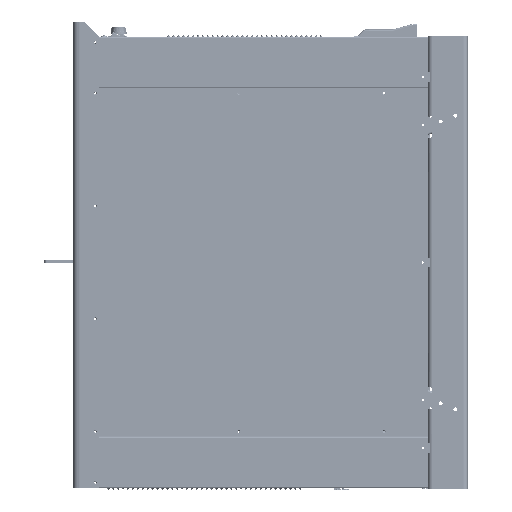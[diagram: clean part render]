
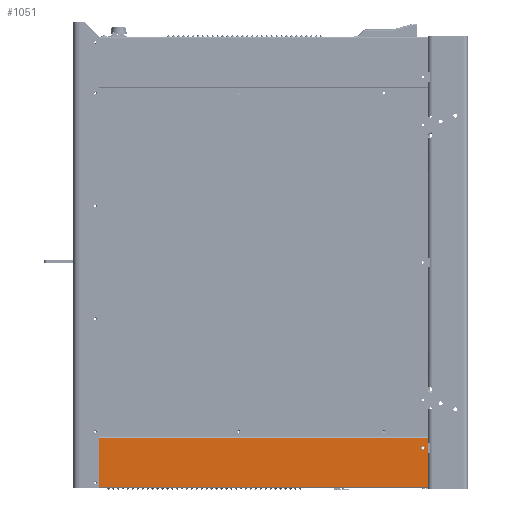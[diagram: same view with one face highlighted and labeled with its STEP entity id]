
A CAD part, left-side view. The second image highlights one B-rep face of the part: STEP entity #1051.
In plain terms, the highlighted planar face has unit normal (-1, 0, 0).
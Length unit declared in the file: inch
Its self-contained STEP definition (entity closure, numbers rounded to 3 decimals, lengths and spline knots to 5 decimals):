
#1051 = ADVANCED_FACE ( 'NONE', ( #345479, #241995, #34886 ), #144146, .T. ) ;
#2102 = CARTESIAN_POINT ( 'NONE',  ( -13.52616, 4.562, -19.0315 ) ) ;
#9017 = CIRCLE ( 'NONE', #400297, 0.18918 ) ;
#20939 = ORIENTED_EDGE ( 'NONE', *, *, #94042, .T. ) ;
#25322 = EDGE_CURVE ( 'NONE', #246185, #429921, #9017, .T. ) ;
#28112 = ORIENTED_EDGE ( 'NONE', *, *, #69885, .T. ) ;
#32650 = EDGE_CURVE ( 'NONE', #414249, #328440, #266369, .T. ) ;
#34886 = FACE_BOUND ( 'NONE', #257173, .T. ) ;
#45381 = DIRECTION ( 'NONE',  ( -1., 0., 0. ) ) ;
#46244 = VERTEX_POINT ( 'NONE', #143654 ) ;
#56895 = DIRECTION ( 'NONE',  ( 0., 1., 0. ) ) ;
#59712 = ORIENTED_EDGE ( 'NONE', *, *, #289899, .T. ) ;
#64029 = DIRECTION ( 'NONE',  ( 1., 0., 0. ) ) ;
#65944 = EDGE_LOOP ( 'NONE', ( #229421, #360402 ) ) ;
#69885 = EDGE_CURVE ( 'NONE', #429921, #246185, #233603, .T. ) ;
#75327 = LINE ( 'NONE', #274267, #270362 ) ;
#77608 = CARTESIAN_POINT ( 'NONE',  ( -13.52616, 37.844, -22.373 ) ) ;
#78403 = DIRECTION ( 'NONE',  ( 0., 1., 0. ) ) ;
#94042 = EDGE_CURVE ( 'NONE', #46244, #179637, #460778, .T. ) ;
#95050 = VERTEX_POINT ( 'NONE', #2102 ) ;
#106647 = CARTESIAN_POINT ( 'NONE',  ( -13.52616, 39.9227, -22.875 ) ) ;
#116650 = DIRECTION ( 'NONE',  ( 0., 1., 0. ) ) ;
#117886 = LINE ( 'NONE', #448475, #325125 ) ;
#130139 = AXIS2_PLACEMENT_3D ( 'NONE', #106647, #379146, #145817 ) ;
#136671 = EDGE_CURVE ( 'NONE', #46244, #328440, #75327, .T. ) ;
#142352 = ORIENTED_EDGE ( 'NONE', *, *, #25322, .T. ) ;
#143654 = CARTESIAN_POINT ( 'NONE',  ( -13.52616, 4., -22.8125 ) ) ;
#144146 = PLANE ( 'NONE',  #130139 ) ;
#145817 = DIRECTION ( 'NONE',  ( 0., 0., -1. ) ) ;
#147613 = ORIENTED_EDGE ( 'NONE', *, *, #32650, .T. ) ;
#148612 = CARTESIAN_POINT ( 'NONE',  ( -13.52616, 37.65482, -22.373 ) ) ;
#151132 = CARTESIAN_POINT ( 'NONE',  ( -13.52616, 39.36802, -22.88282 ) ) ;
#179637 = VERTEX_POINT ( 'NONE', #430978 ) ;
#186695 = CARTESIAN_POINT ( 'NONE',  ( -13.52616, 39.36802, -22.8125 ) ) ;
#188713 = DIRECTION ( 'NONE',  ( 0., 0., -1. ) ) ;
#196255 = AXIS2_PLACEMENT_3D ( 'NONE', #77608, #349967, #116650 ) ;
#206472 = CARTESIAN_POINT ( 'NONE',  ( -13.52616, 39.36802, -17.84144 ) ) ;
#211369 = CARTESIAN_POINT ( 'NONE',  ( -13.52616, 4.562, -18.844 ) ) ;
#229421 = ORIENTED_EDGE ( 'NONE', *, *, #474649, .F. ) ;
#233603 = CIRCLE ( 'NONE', #196255, 0.18918 ) ;
#241995 = FACE_OUTER_BOUND ( 'NONE', #450239, .T. ) ;
#246185 = VERTEX_POINT ( 'NONE', #265056 ) ;
#250594 = DIRECTION ( 'NONE',  ( 0., 0., 1. ) ) ;
#257173 = EDGE_LOOP ( 'NONE', ( #142352, #28112 ) ) ;
#265056 = CARTESIAN_POINT ( 'NONE',  ( -13.52616, 38.03317, -22.373 ) ) ;
#266369 = LINE ( 'NONE', #151132, #461134 ) ;
#270362 = VECTOR ( 'NONE', #78403, 39.37008 ) ;
#274267 = CARTESIAN_POINT ( 'NONE',  ( -13.52616, 39.9227, -22.8125 ) ) ;
#278738 = CARTESIAN_POINT ( 'NONE',  ( -13.52616, 4.562, -18.844 ) ) ;
#289899 = EDGE_CURVE ( 'NONE', #179637, #414249, #117886, .T. ) ;
#297346 = CARTESIAN_POINT ( 'NONE',  ( -13.52616, 37.844, -22.373 ) ) ;
#299700 = CIRCLE ( 'NONE', #393078, 0.1875 ) ;
#317771 = DIRECTION ( 'NONE',  ( 0., 0., 1. ) ) ;
#325125 = VECTOR ( 'NONE', #56895, 39.37008 ) ;
#328165 = VERTEX_POINT ( 'NONE', #348807 ) ;
#328440 = VERTEX_POINT ( 'NONE', #186695 ) ;
#330360 = EDGE_CURVE ( 'NONE', #328165, #95050, #299700, .T. ) ;
#336464 = DIRECTION ( 'NONE',  ( 0., 1., 0. ) ) ;
#345479 = FACE_BOUND ( 'NONE', #65944, .T. ) ;
#348807 = CARTESIAN_POINT ( 'NONE',  ( -13.52616, 4.562, -18.6565 ) ) ;
#349967 = DIRECTION ( 'NONE',  ( 1., 0., 0. ) ) ;
#357158 = VECTOR ( 'NONE', #477862, 39.37008 ) ;
#360328 = CARTESIAN_POINT ( 'NONE',  ( -13.52616, 4., -16.812 ) ) ;
#360402 = ORIENTED_EDGE ( 'NONE', *, *, #330360, .F. ) ;
#379146 = DIRECTION ( 'NONE',  ( -1., 0., 0. ) ) ;
#393078 = AXIS2_PLACEMENT_3D ( 'NONE', #278738, #45381, #317771 ) ;
#395699 = CIRCLE ( 'NONE', #434724, 0.1875 ) ;
#400297 = AXIS2_PLACEMENT_3D ( 'NONE', #297346, #64029, #336464 ) ;
#414249 = VERTEX_POINT ( 'NONE', #206472 ) ;
#429921 = VERTEX_POINT ( 'NONE', #148612 ) ;
#430978 = CARTESIAN_POINT ( 'NONE',  ( -13.52616, 4., -17.84144 ) ) ;
#434724 = AXIS2_PLACEMENT_3D ( 'NONE', #211369, #483800, #250594 ) ;
#448475 = CARTESIAN_POINT ( 'NONE',  ( -13.52616, 39.9227, -17.84144 ) ) ;
#450239 = EDGE_LOOP ( 'NONE', ( #59712, #147613, #462779, #20939 ) ) ;
#460778 = LINE ( 'NONE', #360328, #357158 ) ;
#461134 = VECTOR ( 'NONE', #188713, 39.37008 ) ;
#462779 = ORIENTED_EDGE ( 'NONE', *, *, #136671, .F. ) ;
#474649 = EDGE_CURVE ( 'NONE', #95050, #328165, #395699, .T. ) ;
#477862 = DIRECTION ( 'NONE',  ( 0., 0., 1. ) ) ;
#483800 = DIRECTION ( 'NONE',  ( -1., 0., 0. ) ) ;
